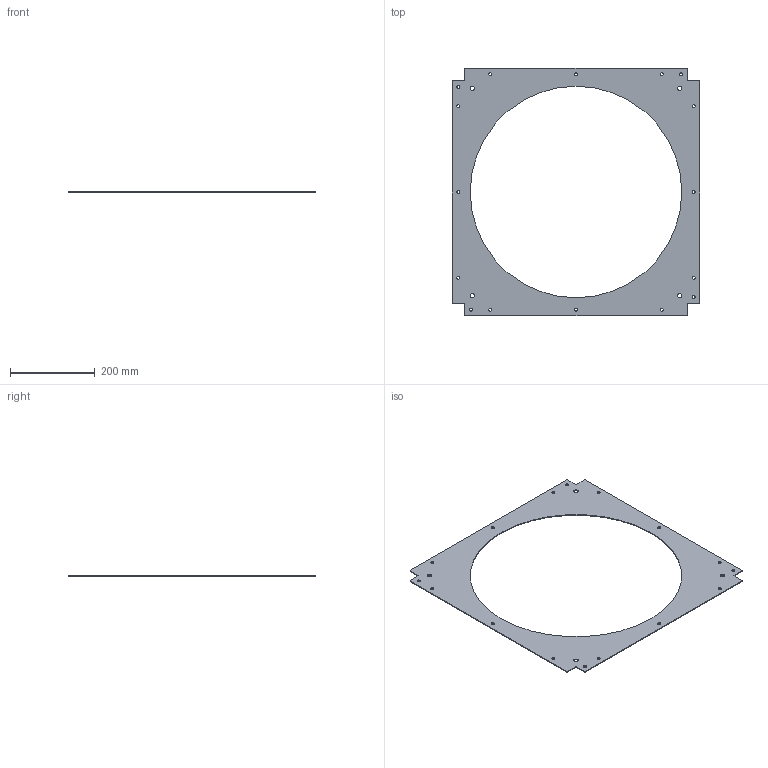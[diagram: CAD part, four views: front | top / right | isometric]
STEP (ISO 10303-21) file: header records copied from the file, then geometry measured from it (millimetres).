
FILE_DESCRIPTION(/* description */ (''),/* implementation_level */ '2;1');
FILE_NAME(/* name */ 'AC2_C_HPA400FBP_20HZ_01.step',/* time_stamp */ '2022-03-18T15:06:50+00:00',/* author */ (''),/* organization */ (''),/* preprocessor_version */ 'ST-DEVELOPER v18.1',/* originating_system */ 'Autodesk Translation Framework v10.13.0.1454',/* authorisation */ '');
FILE_SCHEMA (('AUTOMOTIVE_DESIGN { 1 0 10303 214 3 1 1 }'));
Length unit declared in the file: millimetre
Products named in the file (1): AC2_C_HPA400FBP_20HZ
Bounding box: 586 x 586 x 2 mm (x, y, z)
Volume: 285026.2 mm3; surface area: 293790.3 mm2
Topology: 1 solids, 1 shells, 47 faces, 135 edges, 90 vertices
Faces by surface type: cylinder 33, plane 14
Full cylindrical faces by diameter (mm): 7 x16, 10 x4, 500 x1
Entity records: 1692 total; most frequent: DIRECTION 297, CARTESIAN_POINT 273, ORIENTED_EDGE 270, EDGE_CURVE 135, AXIS2_PLACEMENT_3D 114, VERTEX_POINT 90, EDGE_LOOP 89, LINE 69
